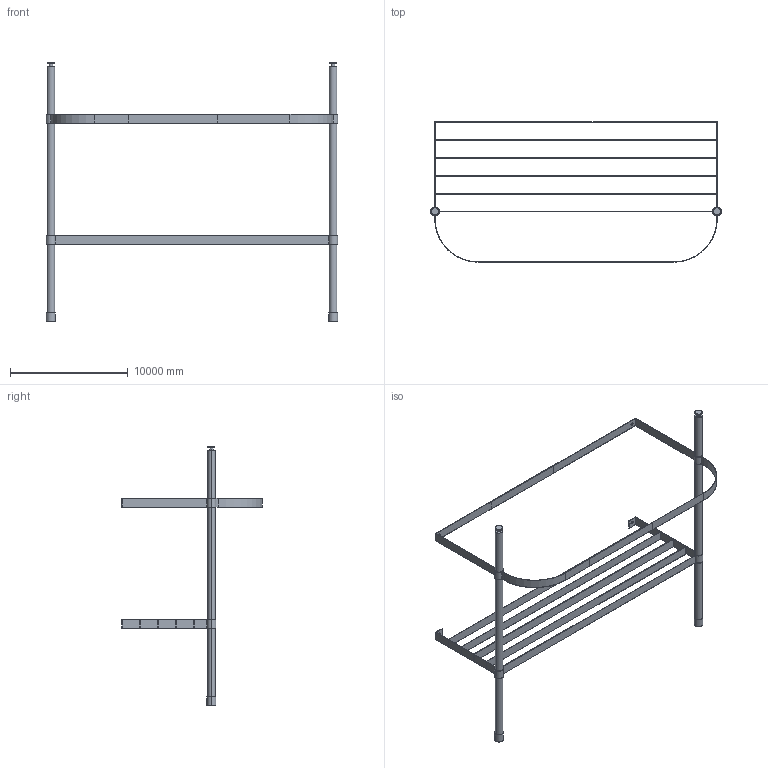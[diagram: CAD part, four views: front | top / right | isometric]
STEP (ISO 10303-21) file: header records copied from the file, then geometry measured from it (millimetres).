
FILE_DESCRIPTION((''),'2;1');
FILE_NAME('B10DE_B10ES-3D_ASM','2023-03-07T',('jessie'),(''),'PRO/ENGINEER BY PARAMETRIC TECHNOLOGY CORPORATION, 2008380','PRO/ENGINEER BY PARAMETRIC TECHNOLOGY CORPORATION, 2008380','');
FILE_SCHEMA(('CONFIG_CONTROL_DESIGN'));
Length unit declared in the file: millimetre
Products named in the file (18): S1; S2; S3; S4; S5; S6; S7; S8; S9; S10; S11; S12; S13; S14; S15; _B10DE_B10ES-3D__1__ANY; B10DE_B10ES-3D__1__ANY_ASM; B10DE_B10ES-3D_ASM
Assembly tree (17 placements, depth 3):
  B10DE_B10ES-3D_ASM
    B10DE_B10ES-3D__1__ANY_ASM
      S1
      S2
      S3
      S4
      S5
      S6
      S7
      S8
      S9
      S10
      S11
      S12
      S13
      S14
      S15
      _B10DE_B10ES-3D__1__ANY
Bounding box: 24765 x 11938 x 22098 mm (x, y, z)
Volume: 20370860936 mm3; surface area: 439785695.6 mm2
Topology: 15 solids, 59 shells, 138 faces, 415 edges, 343 vertices
Faces by surface type: plane 94, cylinder 44
Entity records: 5496 total; most frequent: CARTESIAN_POINT 1359, DIRECTION 844, ORIENTED_EDGE 602, EDGE_CURVE 415, VERTEX_POINT 343, VECTOR 284, LINE 284, AXIS2_PLACEMENT_3D 280
